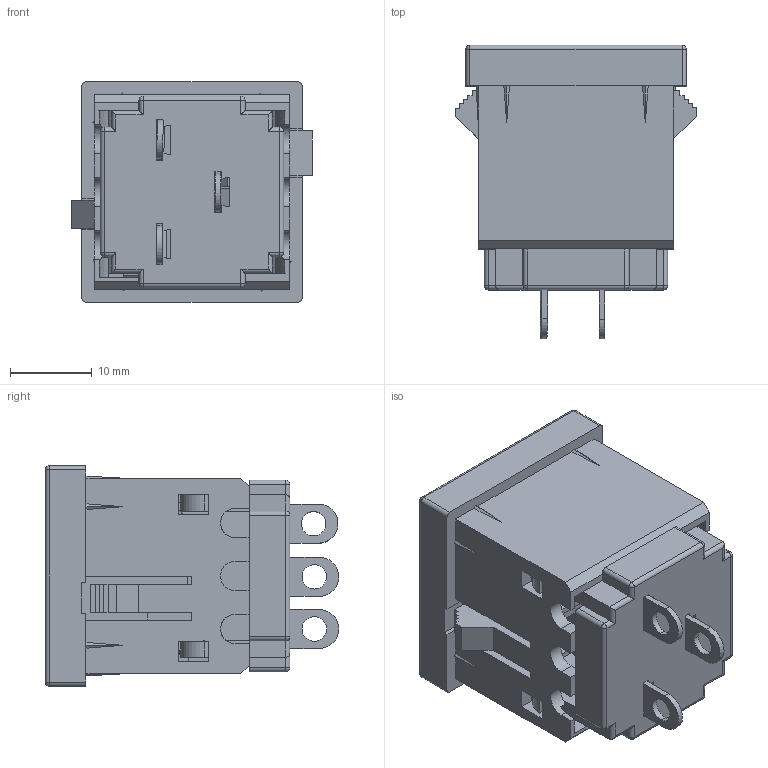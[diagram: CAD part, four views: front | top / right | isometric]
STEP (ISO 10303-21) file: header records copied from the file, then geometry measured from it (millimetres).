
FILE_DESCRIPTION (( 'STEP AP214' ), '1' );
FILE_NAME ('739W-X2／31.STEP', '2023-11-02T06:15:12', ( '' ), ( '' ), 'SwSTEP 2.0', 'SolidWorks 2016', '' );
FILE_SCHEMA (( 'AUTOMOTIVE_DESIGN' ));
Length unit declared in the file: millimetre
Products named in the file (6): RF6005-003; RF6003C; RF6003A; 739W-X2／31; RF6005-002; RF6005-001
Assembly tree (5 placements, depth 2):
  739W-X2／31
    RF6003A
    RF6003C
    RF6005-003
    RF6005-001
    RF6005-002
Bounding box: 29.5 x 36 x 27 mm (x, y, z)
Volume: 9570.4 mm3; surface area: 12379.4 mm2
Topology: 6 solids, 6 shells, 681 faces, 1840 edges, 1159 vertices
Faces by surface type: plane 521, cylinder 134, sphere 22, bspline 3, cone 1
Entity records: 21207 total; most frequent: CARTESIAN_POINT 3867, ORIENTED_EDGE 3648, DIRECTION 3412, EDGE_CURVE 1824, LINE 1500, VECTOR 1500, VERTEX_POINT 1157, AXIS2_PLACEMENT_3D 956
